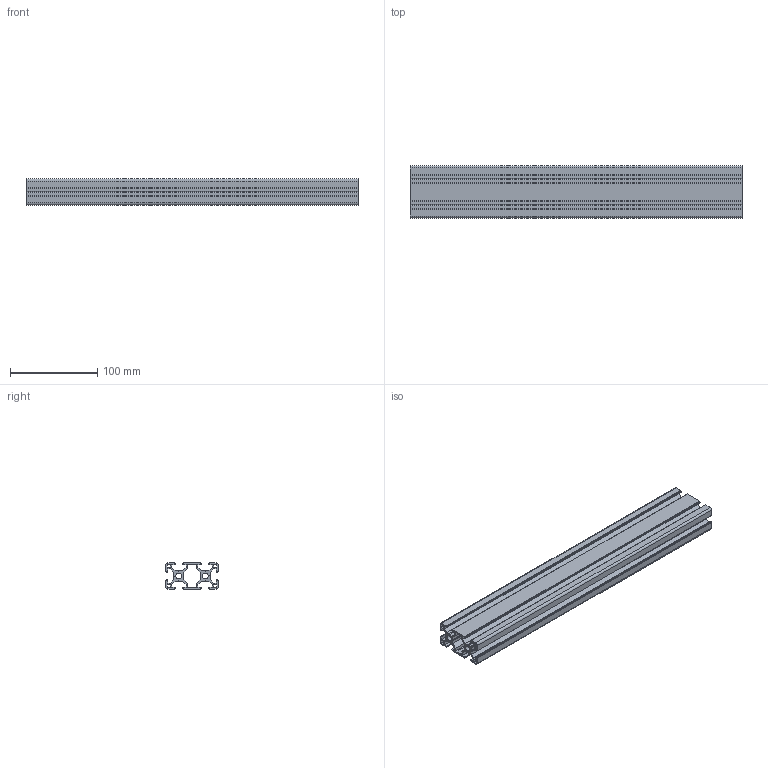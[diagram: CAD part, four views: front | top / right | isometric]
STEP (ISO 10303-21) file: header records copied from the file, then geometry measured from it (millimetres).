
FILE_DESCRIPTION (( 'STEP AP214' ), '1' );
FILE_NAME ('LCF8-3060-380.0-TPW.step', '2024-12-07T07:04:50', ( '' ), ( '' ), 'SwSTEP 2.0', 'SolidWorks 2020', '' );
FILE_SCHEMA (( 'AUTOMOTIVE_DESIGN' ));
Length unit declared in the file: millimetre
Products named in the file (1): LCF8-3060-380.0-TPW
Bounding box: 380 x 60 x 30 mm (x, y, z)
Volume: 214537.8 mm3; surface area: 205424.9 mm2
Topology: 1 solids, 1 shells, 186 faces, 536 edges, 352 vertices
Faces by surface type: plane 142, cylinder 36, cone 8
Entity records: 6174 total; most frequent: CARTESIAN_POINT 1075, ORIENTED_EDGE 1072, DIRECTION 982, EDGE_CURVE 536, VECTOR 464, LINE 464, VERTEX_POINT 352, AXIS2_PLACEMENT_3D 259
